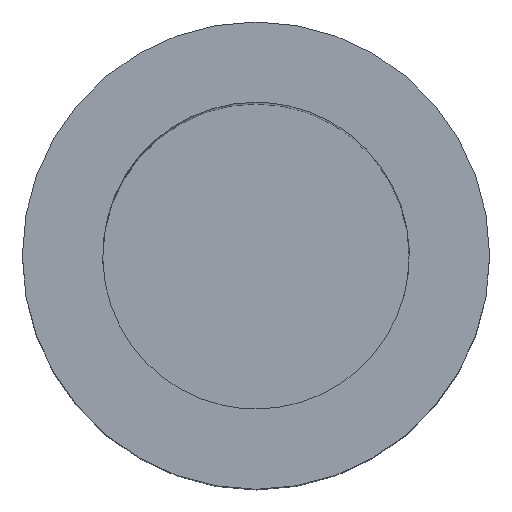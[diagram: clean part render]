
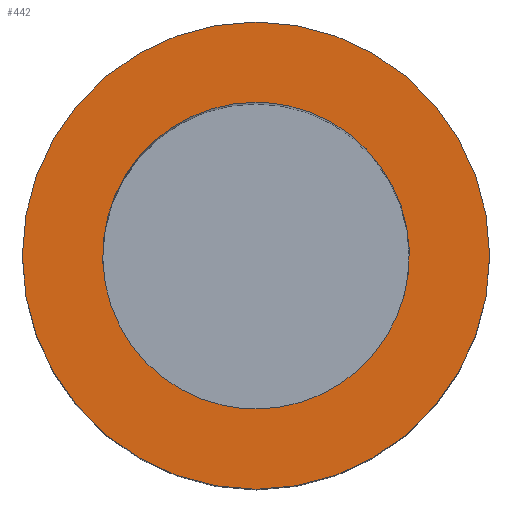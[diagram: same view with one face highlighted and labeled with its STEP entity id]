
A CAD part, top view. The second image highlights one B-rep face of the part: STEP entity #442.
In plain terms, the highlighted planar face has unit normal (0, 0, 1).
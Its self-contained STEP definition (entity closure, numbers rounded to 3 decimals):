
#240=AXIS2_PLACEMENT_3D('Circle Axis2P3D',#238,#239,$) ;
#369=AXIS2_PLACEMENT_3D('Circle Axis2P3D',#367,#368,$) ;
#382=AXIS2_PLACEMENT_3D('Plane Axis2P3D',#379,#380,#381) ;
#235=CARTESIAN_POINT('Vertex',(1.2,2.4,16.5)) ;
#238=CARTESIAN_POINT('Axis2P3D Location',(1.2,1.2,16.5)) ;
#242=CARTESIAN_POINT('Vertex',(1.2,0.,16.5)) ;
#367=CARTESIAN_POINT('Axis2P3D Location',(1.2,1.2,16.5)) ;
#379=CARTESIAN_POINT('Axis2P3D Location',(0.,1.2,16.5)) ;
#389=CARTESIAN_POINT('Control Point',(1.2,0.413,16.5)) ;
#390=CARTESIAN_POINT('Control Point',(1.287,0.413,16.5)) ;
#391=CARTESIAN_POINT('Control Point',(1.374,0.424,16.5)) ;
#392=CARTESIAN_POINT('Control Point',(1.459,0.449,16.5)) ;
#393=CARTESIAN_POINT('Control Point',(1.619,0.519,16.5)) ;
#394=CARTESIAN_POINT('Control Point',(1.755,0.631,16.5)) ;
#395=CARTESIAN_POINT('Control Point',(1.814,0.696,16.5)) ;
#396=CARTESIAN_POINT('Control Point',(1.914,0.84,16.5)) ;
#397=CARTESIAN_POINT('Control Point',(1.971,1.006,16.5)) ;
#398=CARTESIAN_POINT('Control Point',(1.988,1.093,16.5)) ;
#399=CARTESIAN_POINT('Control Point',(1.997,1.268,16.5)) ;
#400=CARTESIAN_POINT('Control Point',(1.958,1.439,16.5)) ;
#401=CARTESIAN_POINT('Control Point',(1.927,1.522,16.5)) ;
#402=CARTESIAN_POINT('Control Point',(1.843,1.676,16.5)) ;
#403=CARTESIAN_POINT('Control Point',(1.72,1.801,16.5)) ;
#404=CARTESIAN_POINT('Control Point',(1.65,1.855,16.5)) ;
#405=CARTESIAN_POINT('Control Point',(1.521,1.929,16.5)) ;
#406=CARTESIAN_POINT('Control Point',(1.379,1.97,16.5)) ;
#407=CARTESIAN_POINT('Control Point',(1.32,1.982,16.5)) ;
#408=CARTESIAN_POINT('Control Point',(1.26,1.987,16.5)) ;
#409=CARTESIAN_POINT('Control Point',(1.2,1.987,16.5)) ;
#410=CARTESIAN_POINT('Vertex',(1.2,0.413,16.5)) ;
#412=CARTESIAN_POINT('Vertex',(1.2,1.988,16.5)) ;
#416=CARTESIAN_POINT('Control Point',(1.2,1.987,16.5)) ;
#417=CARTESIAN_POINT('Control Point',(1.113,1.987,16.5)) ;
#418=CARTESIAN_POINT('Control Point',(1.026,1.976,16.5)) ;
#419=CARTESIAN_POINT('Control Point',(0.941,1.951,16.5)) ;
#420=CARTESIAN_POINT('Control Point',(0.781,1.881,16.5)) ;
#421=CARTESIAN_POINT('Control Point',(0.645,1.769,16.5)) ;
#422=CARTESIAN_POINT('Control Point',(0.586,1.704,16.5)) ;
#423=CARTESIAN_POINT('Control Point',(0.486,1.56,16.5)) ;
#424=CARTESIAN_POINT('Control Point',(0.429,1.394,16.5)) ;
#425=CARTESIAN_POINT('Control Point',(0.412,1.307,16.5)) ;
#426=CARTESIAN_POINT('Control Point',(0.403,1.132,16.5)) ;
#427=CARTESIAN_POINT('Control Point',(0.442,0.961,16.5)) ;
#428=CARTESIAN_POINT('Control Point',(0.473,0.878,16.5)) ;
#429=CARTESIAN_POINT('Control Point',(0.557,0.724,16.5)) ;
#430=CARTESIAN_POINT('Control Point',(0.68,0.599,16.5)) ;
#431=CARTESIAN_POINT('Control Point',(0.75,0.545,16.5)) ;
#432=CARTESIAN_POINT('Control Point',(0.879,0.471,16.5)) ;
#433=CARTESIAN_POINT('Control Point',(1.021,0.43,16.5)) ;
#434=CARTESIAN_POINT('Control Point',(1.08,0.418,16.5)) ;
#435=CARTESIAN_POINT('Control Point',(1.14,0.413,16.5)) ;
#436=CARTESIAN_POINT('Control Point',(1.2,0.413,16.5)) ;
#239=DIRECTION('Axis2P3D Direction',(-0.,0.,1.)) ;
#368=DIRECTION('Axis2P3D Direction',(-0.,0.,1.)) ;
#380=DIRECTION('Axis2P3D Direction',(0.,0.,-1.)) ;
#381=DIRECTION('Axis2P3D XDirection',(0.,1.,0.)) ;
#385=ORIENTED_EDGE('',*,*,#244,.T.) ;
#386=ORIENTED_EDGE('',*,*,#371,.T.) ;
#439=ORIENTED_EDGE('',*,*,#414,.F.) ;
#440=ORIENTED_EDGE('',*,*,#437,.F.) ;
#441=FACE_BOUND('',#438,.T.) ;
#442=ADVANCED_FACE('Vereinigen1',(#387,#441),#383,.F.) ;
#388=B_SPLINE_CURVE_WITH_KNOTS('',5,(#389,#390,#391,#392,#393,#394,#395,#396,#397,#398,#399,#400,#401,#402,#403,#404,#405,#406,#407,#408,#409),.UNSPECIFIED.,.F.,.U.,(6,3,3,3,3,3,6),(0.,0.615,1.23,1.844,2.459,3.074,3.499),.UNSPECIFIED.) ;
#415=B_SPLINE_CURVE_WITH_KNOTS('',5,(#416,#417,#418,#419,#420,#421,#422,#423,#424,#425,#426,#427,#428,#429,#430,#431,#432,#433,#434,#435,#436),.UNSPECIFIED.,.F.,.U.,(6,3,3,3,3,3,6),(0.,0.615,1.23,1.844,2.459,3.074,3.499),.UNSPECIFIED.) ;
#241=CIRCLE('generated circle',#240,1.2) ;
#370=CIRCLE('generated circle',#369,1.2) ;
#244=EDGE_CURVE('',#243,#236,#241,.T.) ;
#371=EDGE_CURVE('',#236,#243,#370,.T.) ;
#414=EDGE_CURVE('',#411,#413,#388,.T.) ;
#437=EDGE_CURVE('',#413,#411,#415,.T.) ;
#384=EDGE_LOOP('',(#385,#386)) ;
#438=EDGE_LOOP('',(#439,#440)) ;
#387=FACE_OUTER_BOUND('',#384,.T.) ;
#383=PLANE('',#382) ;
#236=VERTEX_POINT('',#235) ;
#243=VERTEX_POINT('',#242) ;
#411=VERTEX_POINT('',#410) ;
#413=VERTEX_POINT('',#412) ;
